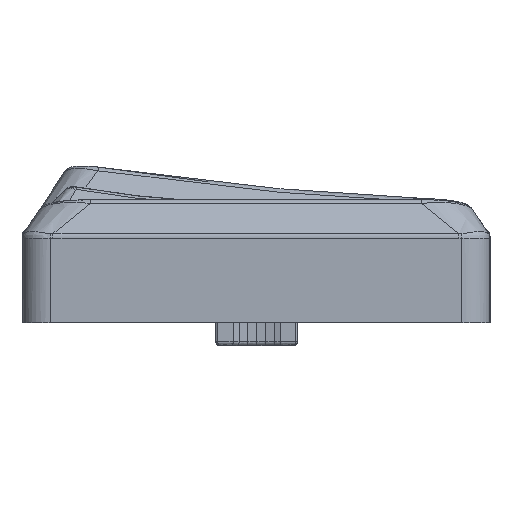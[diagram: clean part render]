
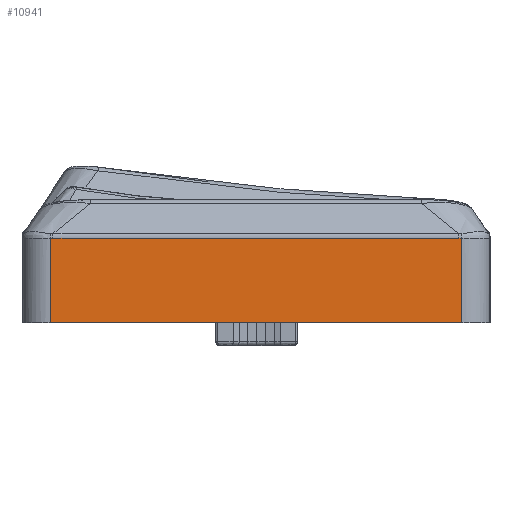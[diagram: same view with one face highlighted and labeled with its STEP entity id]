
A CAD part, left-side view. The second image highlights one B-rep face of the part: STEP entity #10941.
In plain terms, the highlighted planar face has unit normal (-1, 0, 0).
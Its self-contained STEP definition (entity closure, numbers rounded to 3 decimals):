
#45=ELLIPSE('',#11503,1.128,0.673);
#223=PLANE('',#11541);
#697=LINE('',#33625,#1045);
#705=LINE('',#33913,#1053);
#714=LINE('',#34251,#1062);
#725=LINE('',#34484,#1073);
#1045=VECTOR('',#12570,10.909);
#1053=VECTOR('',#12616,10.909);
#1062=VECTOR('',#12663,10.909);
#1073=VECTOR('',#12720,10.909);
#1808=FACE_OUTER_BOUND('',#2564,.T.);
#2564=EDGE_LOOP('',(#9092,#9093,#9094,#9095,#9096,#9097));
#3582=B_SPLINE_CURVE_WITH_KNOTS('',3,(#33933,#33934,#33935,#33936),
 .UNSPECIFIED.,.F.,.F.,(4,4),(-0.009,0.),.UNSPECIFIED.);
#4561=VERTEX_POINT('',#33621);
#4563=VERTEX_POINT('',#33624);
#4586=VERTEX_POINT('',#33875);
#4588=VERTEX_POINT('',#33910);
#4589=VERTEX_POINT('',#33912);
#4591=VERTEX_POINT('',#33969);
#6033=EDGE_CURVE('',#4563,#4561,#697,.F.);
#6067=EDGE_CURVE('',#4588,#4589,#705,.T.);
#6070=EDGE_CURVE('',#4589,#4586,#3582,.T.);
#6076=EDGE_CURVE('',#4591,#4588,#45,.T.);
#6108=EDGE_CURVE('',#4563,#4591,#714,.T.);
#6136=EDGE_CURVE('',#4586,#4561,#725,.T.);
#9092=ORIENTED_EDGE('',*,*,#6076,.F.);
#9093=ORIENTED_EDGE('',*,*,#6108,.F.);
#9094=ORIENTED_EDGE('',*,*,#6033,.T.);
#9095=ORIENTED_EDGE('',*,*,#6136,.F.);
#9096=ORIENTED_EDGE('',*,*,#6070,.F.);
#9097=ORIENTED_EDGE('',*,*,#6067,.F.);
#10941=ADVANCED_FACE('',(#1808),#223,.F.);
#11503=AXIS2_PLACEMENT_3D('',#34005,#12624,#12625);
#11541=AXIS2_PLACEMENT_3D('',#34483,#12718,#12719);
#12570=DIRECTION('',(0.,1.,0.));
#12616=DIRECTION('',(0.,-1.,0.));
#12624=DIRECTION('center_axis',(1.,0.,0.));
#12625=DIRECTION('ref_axis',(0.,-0.893,0.45));
#12663=DIRECTION('',(0.,0.,1.));
#12718=DIRECTION('center_axis',(1.,0.,0.));
#12719=DIRECTION('ref_axis',(0.,0.,-1.));
#12720=DIRECTION('',(0.,0.,-1.));
#33621=CARTESIAN_POINT('',(-25.849,-55.55,-1.991));
#33624=CARTESIAN_POINT('',(-25.849,-39.732,-1.991));
#33625=CARTESIAN_POINT('',(-25.849,-51.732,-1.991));
#33875=CARTESIAN_POINT('',(-25.849,-55.55,1.257));
#33910=CARTESIAN_POINT('',(-25.849,-39.832,1.261));
#33912=CARTESIAN_POINT('',(-25.849,-55.449,1.261));
#33913=CARTESIAN_POINT('',(-25.849,-51.059,1.261));
#33933=CARTESIAN_POINT('Ctrl Pts',(-25.849,-55.449,1.261));
#33934=CARTESIAN_POINT('Ctrl Pts',(-25.849,-55.483,1.261));
#33935=CARTESIAN_POINT('Ctrl Pts',(-25.849,-55.516,
1.259));
#33936=CARTESIAN_POINT('Ctrl Pts',(-25.849,-55.55,
1.257));
#33969=CARTESIAN_POINT('',(-25.849,-39.732,1.257));
#34005=CARTESIAN_POINT('Origin',(-25.849,-39.414,0.474));
#34251=CARTESIAN_POINT('',(-25.849,-39.732,1.362));
#34483=CARTESIAN_POINT('Origin',(-25.849,-47.641,1.362));
#34484=CARTESIAN_POINT('',(-25.849,-55.55,1.362));
